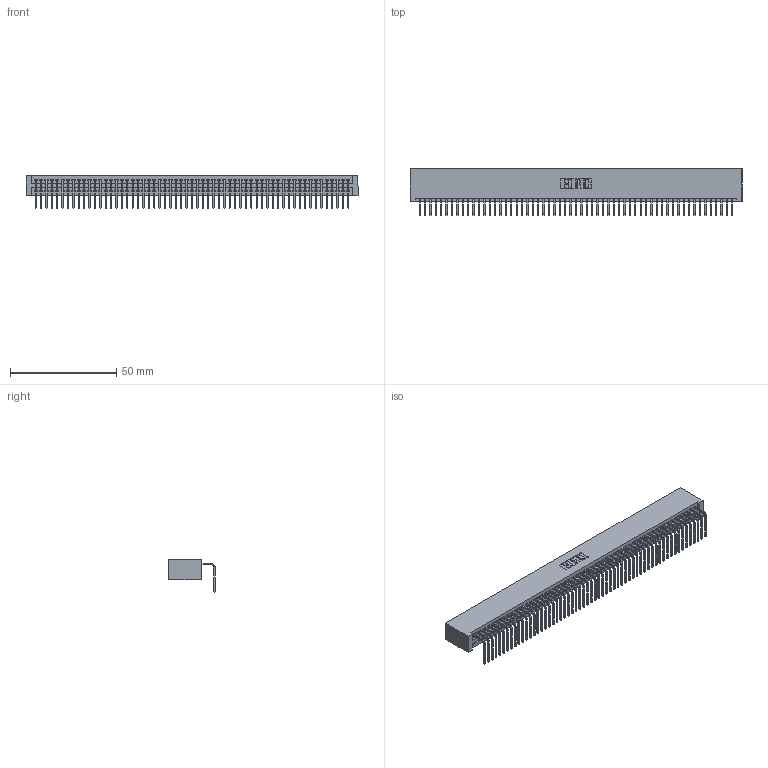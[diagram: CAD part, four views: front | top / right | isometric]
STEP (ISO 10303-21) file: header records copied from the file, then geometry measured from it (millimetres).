
FILE_DESCRIPTION (( 'STEP AP203' ), '1' );
FILE_NAME ('395-059-558-101.STEP', '2018-11-23T09:34:46', ( '' ), ( '' ), 'SwSTEP 2.0', 'SolidWorks 2016', '' );
FILE_SCHEMA (( 'CONFIG_CONTROL_DESIGN' ));
Length unit declared in the file: inch
Products named in the file (3): 345 Part_No Mounting Lugs; 395-059-558-101; 345-292-001_558 Tail - 2
Assembly tree (60 placements, depth 2):
  395-059-558-101
    345 Part_No Mounting Lugs
    345-292-001_558 Tail - 2  x59
Bounding box: 156.46 x 21.83 x 15.37 mm (x, y, z)
Volume: 15781.3 mm3; surface area: 22548.2 mm2
Topology: 60 solids, 60 shells, 3658 faces, 11055 edges, 7290 vertices
Faces by surface type: plane 2554, cylinder 1104
Entity records: 41923 total; most frequent: CARTESIAN_POINT 7269, ORIENTED_EDGE 7262, DIRECTION 6317, EDGE_CURVE 3631, LINE 3271, VECTOR 3271, VERTEX_POINT 2418, AXIS2_PLACEMENT_3D 1523
